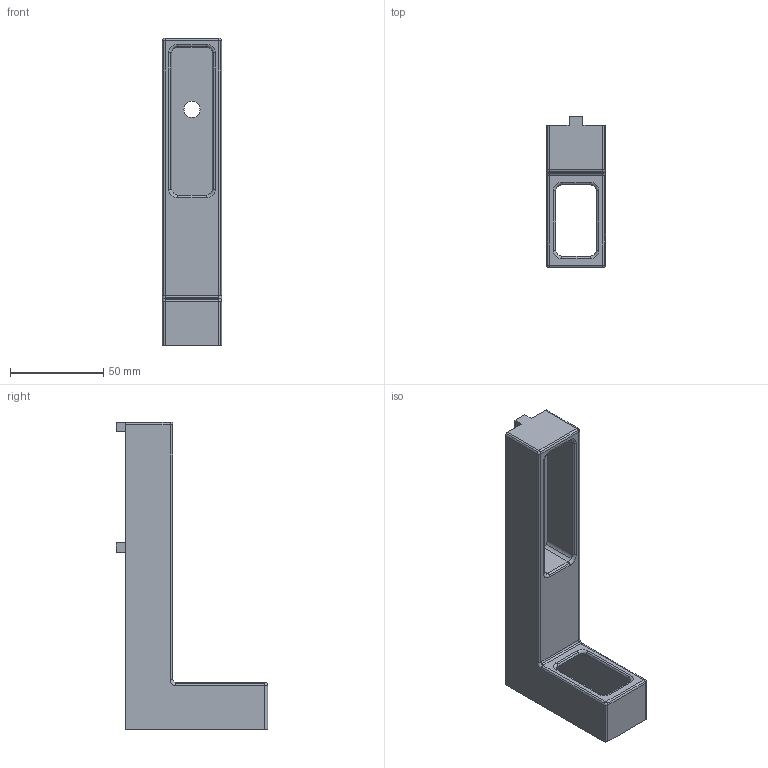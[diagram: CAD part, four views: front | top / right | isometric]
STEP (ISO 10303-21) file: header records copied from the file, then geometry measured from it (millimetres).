
FILE_DESCRIPTION((''),'2;1');
FILE_NAME('15FF5822.stp','2006-03-13T15:38:21',('Shawn Mantel'),('Faztek, LLC'),'Mechanical Desktop 2005','Mechanical Desktop 2005',', , ');
FILE_SCHEMA(('CONFIG_CONTROL_DESIGN'));
Length unit declared in the file: inch
Products named in the file (1): Product
Bounding box: 31.75 x 81.15 x 165.1 mm (x, y, z)
Volume: 101598 mm3; surface area: 31755.8 mm2
Topology: 1 solids, 1 shells, 95 faces, 248 edges, 152 vertices
Faces by surface type: cylinder 55, plane 18, torus 10, bspline 8, sphere 4
Entity records: 3019 total; most frequent: CARTESIAN_POINT 540, DIRECTION 532, ORIENTED_EDGE 488, EDGE_CURVE 244, AXIS2_PLACEMENT_3D 204, VERTEX_POINT 152, VECTOR 124, LINE 124
